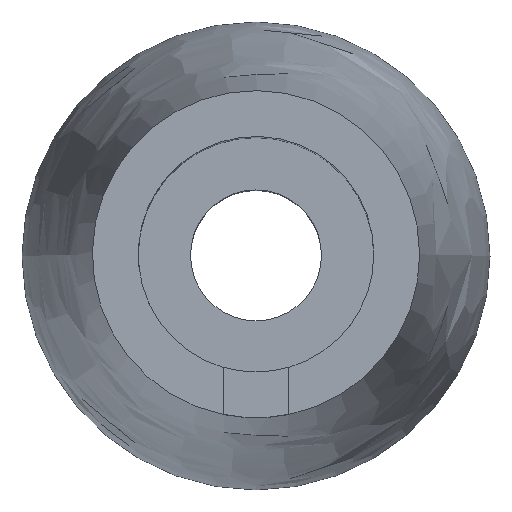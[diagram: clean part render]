
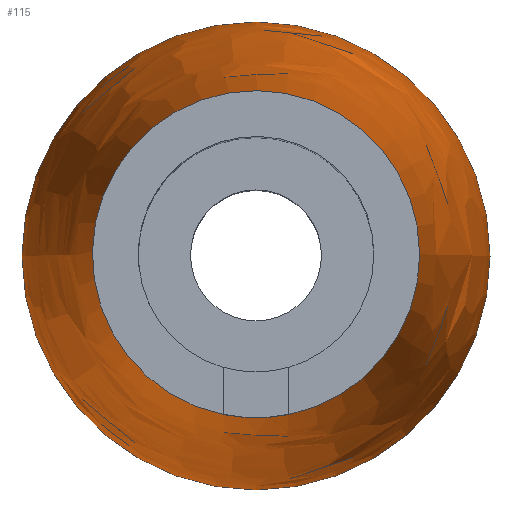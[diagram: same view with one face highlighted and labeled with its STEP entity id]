
A CAD part, top view. The second image highlights one B-rep face of the part: STEP entity #115.
In plain terms, the highlighted face is a revolution surface.
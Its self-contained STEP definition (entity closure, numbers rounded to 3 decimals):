
#82 = EDGE_CURVE('',#83,#83,#85,.T.);
#83 = VERTEX_POINT('',#84);
#84 = CARTESIAN_POINT('',(7.15,0.,6.));
#85 = CIRCLE('',#86,7.15);
#86 = AXIS2_PLACEMENT_3D('',#87,#88,#89);
#87 = CARTESIAN_POINT('',(0.,0.,6.));
#88 = DIRECTION('',(0.,0.,-1.));
#89 = DIRECTION('',(1.,0.,0.));
#115 = ADVANCED_FACE('',(#116),#154,.T.);
#116 = FACE_BOUND('',#117,.T.);
#117 = EDGE_LOOP('',(#118,#127,#136,#145,#152,#153));
#118 = ORIENTED_EDGE('',*,*,#119,.F.);
#119 = EDGE_CURVE('',#120,#83,#122,.T.);
#120 = VERTEX_POINT('',#121);
#121 = CARTESIAN_POINT('',(5.,0.,36.5));
#122 = B_SPLINE_CURVE_WITH_KNOTS('',3,(#123,#124,#125,#126),
  .UNSPECIFIED.,.F.,.F.,(4,4),(0.,1.),.PIECEWISE_BEZIER_KNOTS.);
#123 = CARTESIAN_POINT('',(5.,0.,36.5));
#124 = CARTESIAN_POINT('',(5.333,0.,19.589));
#125 = CARTESIAN_POINT('',(7.234,0.,13.898));
#126 = CARTESIAN_POINT('',(7.15,0.,6.));
#127 = ORIENTED_EDGE('',*,*,#128,.T.);
#128 = EDGE_CURVE('',#120,#129,#131,.T.);
#129 = VERTEX_POINT('',#130);
#130 = CARTESIAN_POINT('',(1.,-4.899,36.5));
#131 = CIRCLE('',#132,5.);
#132 = AXIS2_PLACEMENT_3D('',#133,#134,#135);
#133 = CARTESIAN_POINT('',(0.,0.,36.5));
#134 = DIRECTION('',(0.,0.,-1.));
#135 = DIRECTION('',(1.,0.,0.));
#136 = ORIENTED_EDGE('',*,*,#137,.F.);
#137 = EDGE_CURVE('',#138,#129,#140,.T.);
#138 = VERTEX_POINT('',#139);
#139 = CARTESIAN_POINT('',(-1.,-4.899,36.5));
#140 = CIRCLE('',#141,5.);
#141 = AXIS2_PLACEMENT_3D('',#142,#143,#144);
#142 = CARTESIAN_POINT('',(0.,0.,36.5));
#143 = DIRECTION('',(0.,0.,1.));
#144 = DIRECTION('',(-1.,0.,0.));
#145 = ORIENTED_EDGE('',*,*,#146,.T.);
#146 = EDGE_CURVE('',#138,#120,#147,.T.);
#147 = CIRCLE('',#148,5.);
#148 = AXIS2_PLACEMENT_3D('',#149,#150,#151);
#149 = CARTESIAN_POINT('',(0.,0.,36.5));
#150 = DIRECTION('',(0.,0.,-1.));
#151 = DIRECTION('',(1.,0.,0.));
#152 = ORIENTED_EDGE('',*,*,#119,.T.);
#153 = ORIENTED_EDGE('',*,*,#82,.F.);
#154 = SURFACE_OF_REVOLUTION('',#155,#160);
#155 = B_SPLINE_CURVE_WITH_KNOTS('',3,(#156,#157,#158,#159),
  .UNSPECIFIED.,.F.,.F.,(4,4),(0.,1.),.PIECEWISE_BEZIER_KNOTS.);
#156 = CARTESIAN_POINT('',(5.,0.,36.5));
#157 = CARTESIAN_POINT('',(5.333,0.,19.589));
#158 = CARTESIAN_POINT('',(7.234,0.,13.898));
#159 = CARTESIAN_POINT('',(7.15,0.,6.));
#160 = AXIS1_PLACEMENT('',#161,#162);
#161 = CARTESIAN_POINT('',(0.,0.,0.));
#162 = DIRECTION('',(0.,0.,-1.));
